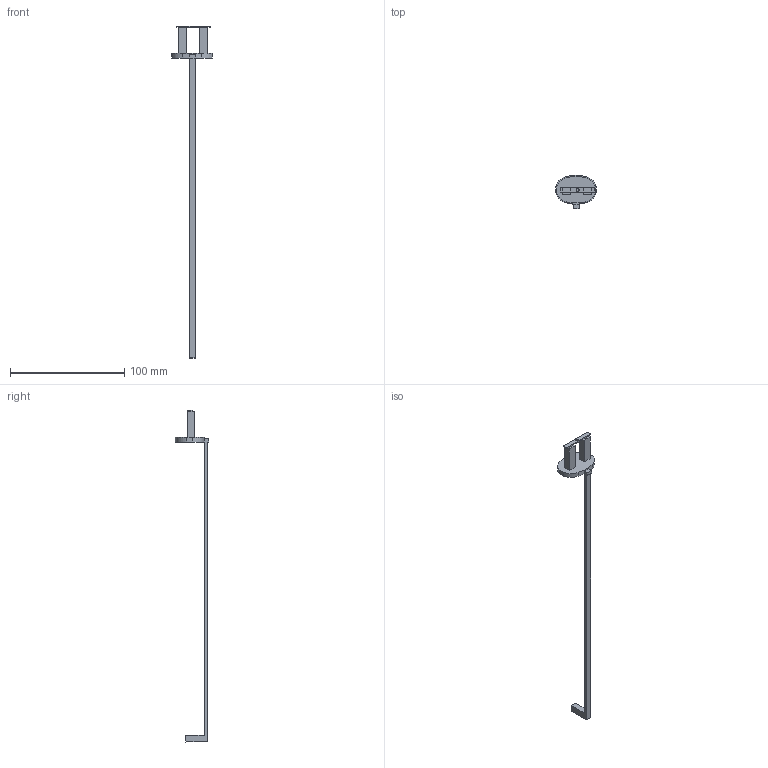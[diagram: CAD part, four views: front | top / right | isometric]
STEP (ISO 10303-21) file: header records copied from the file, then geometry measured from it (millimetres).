
FILE_DESCRIPTION(/* description */ (''),/* implementation_level */ '2;1');
FILE_NAME(/* name */ 'paddleattachement v3.step',/* time_stamp */ '2025-08-01T11:44:19-07:00',/* author */ (''),/* organization */ (''),/* preprocessor_version */ 'ST-DEVELOPER v20.1',/* originating_system */ 'Autodesk Translation Framework v14.10.0.0',/* authorisation */ '');
FILE_SCHEMA (('AUTOMOTIVE_DESIGN { 1 0 10303 214 3 1 1 }'));
Length unit declared in the file: millimetre
Products named in the file (3): FusionComponent; Component2; Component3
Assembly tree (2 placements, depth 2):
  FusionComponent
    Component2
    Component3
Bounding box: 35.48 x 29.12 x 290 mm (x, y, z)
Volume: 7721.8 mm3; surface area: 8432.3 mm2
Topology: 2 solids, 2 shells, 55 faces, 141 edges, 91 vertices
Faces by surface type: plane 41, cylinder 14
Full cylindrical faces by diameter (mm): 2.529 x1
Entity records: 1742 total; most frequent: CARTESIAN_POINT 292, DIRECTION 291, ORIENTED_EDGE 282, EDGE_CURVE 141, LINE 111, VECTOR 111, VERTEX_POINT 91, AXIS2_PLACEMENT_3D 90
